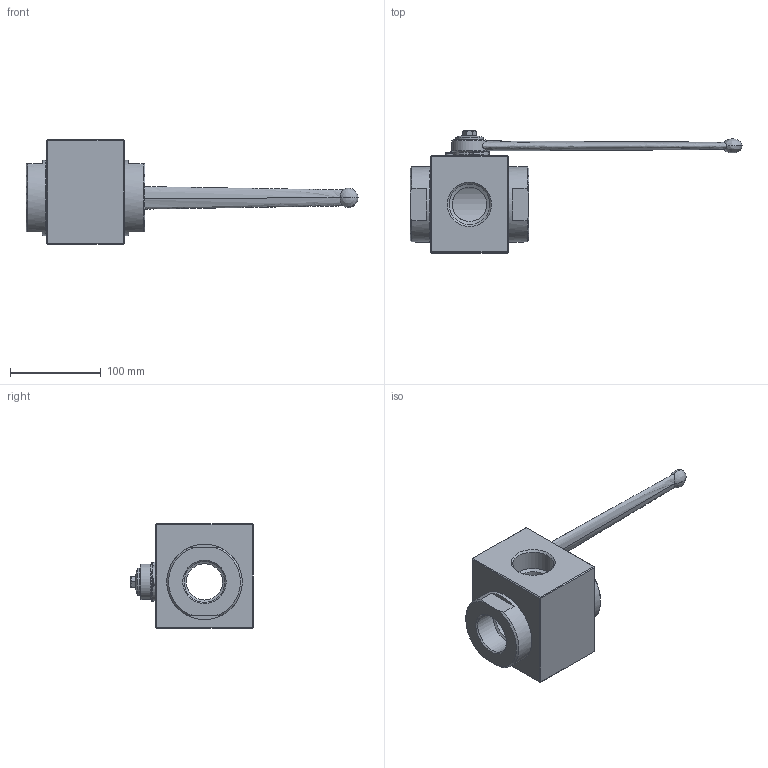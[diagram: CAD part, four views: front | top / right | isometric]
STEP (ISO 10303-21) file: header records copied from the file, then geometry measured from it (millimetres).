
FILE_DESCRIPTION(/* description */ ('Unknown','CAx-IF Rec.Pracs.---Representation and Presentation of Product Manufacturing Information (PMI)---4.0---2014-10-13','CAx-IF Rec.Pracs.---3D Tessellated Geometry---0.4---2014-09-14','2;1'),/* implementation_level */ '2;1');
FILE_NAME(/* name */ '4530_9630-08',/* time_stamp */ '2024-02-22T09:54:28+01:00',/* author */ ('Unknown'),/* organization */ ('Unknown'),/* preprocessor_version */ 'ST-DEVELOPER v18.102',/* originating_system */ 'Solid Edge',/* authorisation */ 'Unknown');
FILE_SCHEMA (('AP242_MANAGED_MODEL_BASED_3D_ENGINEERING_MIM_LF { 1 0 10303 442 1 1 4 }'));
Length unit declared in the file: millimetre
Products named in the file (2): 4530_9630-08; GB3GGT7
Assembly tree (1 placements, depth 2):
  4530_9630-08
    GB3GGT7
Bounding box: 365.8 x 134.5 x 115 mm (x, y, z)
Volume: 991866.2 mm3; surface area: 152913.4 mm2
Topology: 10 solids, 10 shells, 269 faces, 607 edges, 362 vertices
Faces by surface type: plane 95, cylinder 73, cone 58, torus 29, sphere 8, bspline 6
Full cylindrical faces by diameter (mm): 8 x3, 8.25 x1, 22 x1, 24 x2, 25 x1, 30 x3, 38 x1, 39 x1, 40 x2, 44.845 x3, 58 x2, 68.9 x3, 69 x2, 70.3 x2, 72 x2, 73 x4, 78.5 x2, 83 x2
Entity records: 8440 total; most frequent: CARTESIAN_POINT 1724, DIRECTION 1248, ORIENTED_EDGE 984, AXIS2_PLACEMENT_3D 545, EDGE_CURVE 492, FACE_BOUND 386, EDGE_LOOP 385, VERTEX_POINT 342
